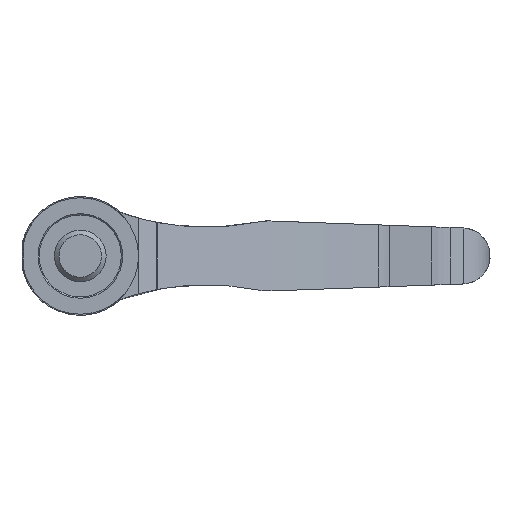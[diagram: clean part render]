
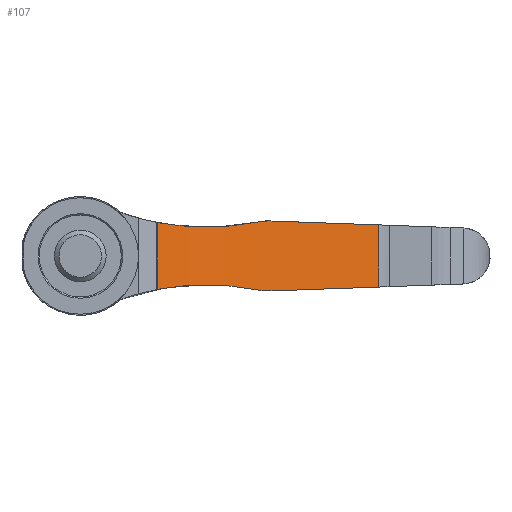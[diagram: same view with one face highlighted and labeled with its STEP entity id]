
A CAD part, front view. The second image highlights one B-rep face of the part: STEP entity #107.
In plain terms, the highlighted cylindrical face has radius 252.32 mm (diameter 504.64 mm), a partial arc.
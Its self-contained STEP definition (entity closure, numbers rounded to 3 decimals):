
#107 = ADVANCED_FACE( '', ( #257 ), #258, .F. );
#257 = FACE_OUTER_BOUND( '', #457, .T. );
#258 = CYLINDRICAL_SURFACE( '', #458, 252.32 );
#457 = EDGE_LOOP( '', ( #717, #718, #719, #720, #721, #722, #723, #724 ) );
#458 = AXIS2_PLACEMENT_3D( '', #725, #726, #727 );
#717 = ORIENTED_EDGE( '', *, *, #1190, .T. );
#718 = ORIENTED_EDGE( '', *, *, #1191, .F. );
#719 = ORIENTED_EDGE( '', *, *, #1192, .T. );
#720 = ORIENTED_EDGE( '', *, *, #1165, .T. );
#721 = ORIENTED_EDGE( '', *, *, #1187, .F. );
#722 = ORIENTED_EDGE( '', *, *, #1193, .T. );
#723 = ORIENTED_EDGE( '', *, *, #1194, .T. );
#724 = ORIENTED_EDGE( '', *, *, #1195, .F. );
#725 = CARTESIAN_POINT( '', ( 132.162, -195.671, 27.5 ) );
#726 = DIRECTION( '', ( 0., 0., 1. ) );
#727 = DIRECTION( '', ( -1., 0., 0. ) );
#1165 = EDGE_CURVE( '', #1396, #1394, #1397, .F. );
#1187 = EDGE_CURVE( '', #1433, #1394, #1435, .T. );
#1190 = EDGE_CURVE( '', #1438, #1439, #1440, .T. );
#1191 = EDGE_CURVE( '', #1441, #1439, #1442, .T. );
#1192 = EDGE_CURVE( '', #1441, #1396, #1443, .T. );
#1193 = EDGE_CURVE( '', #1433, #1444, #1445, .F. );
#1194 = EDGE_CURVE( '', #1444, #1446, #1447, .T. );
#1195 = EDGE_CURVE( '', #1438, #1446, #1448, .T. );
#1394 = VERTEX_POINT( '', #1752 );
#1396 = VERTEX_POINT( '', #1754 );
#1397 = ELLIPSE( '', #1755, 252.486, 252.32 );
#1433 = VERTEX_POINT( '', #1942 );
#1435 = LINE( '', #1944, #1945 );
#1438 = VERTEX_POINT( '', #1949 );
#1439 = VERTEX_POINT( '', #1950 );
#1440 = LINE( '', #1951, #1952 );
#1441 = VERTEX_POINT( '', #1953 );
#1442 = B_SPLINE_CURVE_WITH_KNOTS( '', 3, ( #1954, #1955, #1956, #1957, #1958, #1959 ), .UNSPECIFIED., .F., .F., ( 4, 2, 4 ), ( 0., 0.013, 0.025 ), .UNSPECIFIED. );
#1443 = B_SPLINE_CURVE_WITH_KNOTS( '', 3, ( #1960, #1961, #1962, #1963 ), .UNSPECIFIED., .F., .F., ( 4, 4 ), ( 0., 0.003 ), .UNSPECIFIED. );
#1444 = VERTEX_POINT( '', #1964 );
#1445 = ELLIPSE( '', #1965, 252.486, 252.32 );
#1446 = VERTEX_POINT( '', #1966 );
#1447 = B_SPLINE_CURVE_WITH_KNOTS( '', 3, ( #1967, #1968, #1969, #1970 ), .UNSPECIFIED., .F., .F., ( 4, 4 ), ( 0., 0.003 ), .UNSPECIFIED. );
#1448 = B_SPLINE_CURVE_WITH_KNOTS( '', 3, ( #1971, #1972, #1973, #1974, #1975, #1976 ), .UNSPECIFIED., .F., .F., ( 4, 2, 4 ), ( 0., 0.013, 0.025 ), .UNSPECIFIED. );
#1752 = CARTESIAN_POINT( '', ( 69.134, 48.65, -7.203 ) );
#1754 = CARTESIAN_POINT( '', ( 43.967, 40.734, -8.117 ) );
#1755 = AXIS2_PLACEMENT_3D( '', #2367, #2368, #2369 );
#1942 = CARTESIAN_POINT( '', ( 69.134, 48.65, 7.203 ) );
#1944 = CARTESIAN_POINT( '', ( 69.134, 48.65, 27.5 ) );
#1945 = VECTOR( '', #2390, 1000. );
#1949 = CARTESIAN_POINT( '', ( 17.866, 29.278, 7.733 ) );
#1950 = CARTESIAN_POINT( '', ( 17.866, 29.278, -7.733 ) );
#1951 = CARTESIAN_POINT( '', ( 17.866, 29.278, 27.5 ) );
#1952 = VECTOR( '', #2392, 1000. );
#1953 = CARTESIAN_POINT( '', ( 41.13, 39.656, -7.875 ) );
#1954 = CARTESIAN_POINT( '', ( 41.13, 39.656, -7.875 ) );
#1955 = CARTESIAN_POINT( '', ( 37.17, 38.124, -7.043 ) );
#1956 = CARTESIAN_POINT( '', ( 33.25, 36.493, -6.645 ) );
#1957 = CARTESIAN_POINT( '', ( 25.496, 33.033, -6.616 ) );
#1958 = CARTESIAN_POINT( '', ( 21.66, 31.205, -6.984 ) );
#1959 = CARTESIAN_POINT( '', ( 17.866, 29.278, -7.733 ) );
#1960 = CARTESIAN_POINT( '', ( 41.13, 39.656, -7.875 ) );
#1961 = CARTESIAN_POINT( '', ( 42.065, 40.017, -8.071 ) );
#1962 = CARTESIAN_POINT( '', ( 43.011, 40.377, -8.152 ) );
#1963 = CARTESIAN_POINT( '', ( 43.967, 40.734, -8.117 ) );
#1964 = CARTESIAN_POINT( '', ( 43.967, 40.734, 8.117 ) );
#1965 = AXIS2_PLACEMENT_3D( '', #2393, #2394, #2395 );
#1966 = CARTESIAN_POINT( '', ( 41.13, 39.656, 7.875 ) );
#1967 = CARTESIAN_POINT( '', ( 43.967, 40.734, 8.117 ) );
#1968 = CARTESIAN_POINT( '', ( 43.011, 40.377, 8.152 ) );
#1969 = CARTESIAN_POINT( '', ( 42.065, 40.017, 8.071 ) );
#1970 = CARTESIAN_POINT( '', ( 41.13, 39.656, 7.875 ) );
#1971 = CARTESIAN_POINT( '', ( 17.866, 29.278, 7.733 ) );
#1972 = CARTESIAN_POINT( '', ( 21.66, 31.205, 6.984 ) );
#1973 = CARTESIAN_POINT( '', ( 25.496, 33.033, 6.616 ) );
#1974 = CARTESIAN_POINT( '', ( 33.25, 36.493, 6.645 ) );
#1975 = CARTESIAN_POINT( '', ( 37.17, 38.124, 7.043 ) );
#1976 = CARTESIAN_POINT( '', ( 41.13, 39.656, 7.875 ) );
#2367 = CARTESIAN_POINT( '', ( 132.162, -195.671, -4.914 ) );
#2368 = DIRECTION( '', ( -0.036, 0., 0.999 ) );
#2369 = DIRECTION( '', ( -0.999, 0., -0.036 ) );
#2390 = DIRECTION( '', ( 0., 0., -1. ) );
#2392 = DIRECTION( '', ( 0., 0., -1. ) );
#2393 = CARTESIAN_POINT( '', ( 132.162, -195.671, 4.914 ) );
#2394 = DIRECTION( '', ( -0.036, 0., -0.999 ) );
#2395 = DIRECTION( '', ( 0.999, 0., -0.036 ) );
